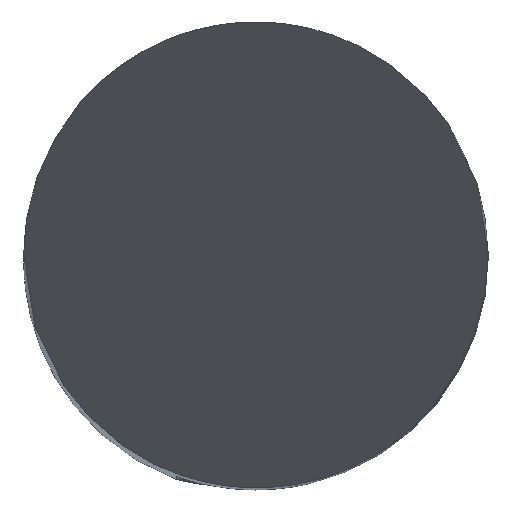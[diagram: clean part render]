
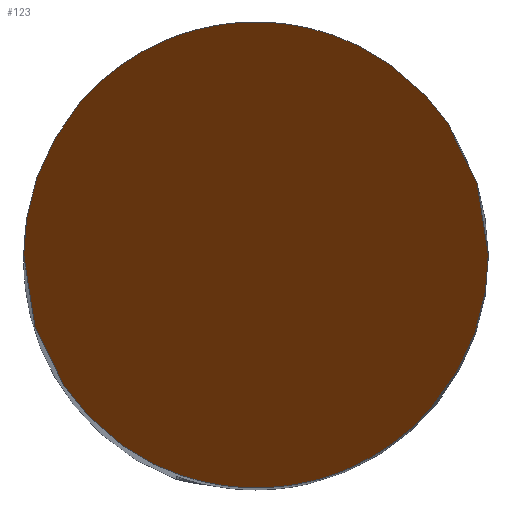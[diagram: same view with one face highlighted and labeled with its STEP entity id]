
A CAD part, top view. The second image highlights one B-rep face of the part: STEP entity #123.
In plain terms, the highlighted planar face has unit normal (0, -0.866, 0.5).
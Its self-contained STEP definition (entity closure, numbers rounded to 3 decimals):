
#123=ADVANCED_FACE('',(#160),#147,.F.);
#147=PLANE('',#474);
#160=FACE_OUTER_BOUND('',#184,.T.);
#184=EDGE_LOOP('',(#208,#209));
#208=ORIENTED_EDGE('',*,*,#362,.T.);
#209=ORIENTED_EDGE('',*,*,#363,.T.);
#324=VERTEX_POINT('',#620);
#325=VERTEX_POINT('',#621);
#362=EDGE_CURVE('',#324,#325,#428,.T.);
#363=EDGE_CURVE('',#325,#324,#429,.T.);
#428=(
BOUNDED_CURVE()
B_SPLINE_CURVE(3,(#616,#617,#618,#619),.UNSPECIFIED.,.F.,.F.)
B_SPLINE_CURVE_WITH_KNOTS((4,4),(0.,1.),.UNSPECIFIED.)
CURVE()
GEOMETRIC_REPRESENTATION_ITEM()
RATIONAL_B_SPLINE_CURVE((1.,0.333,0.333,1.))
REPRESENTATION_ITEM('')
);
#429=(
BOUNDED_CURVE()
B_SPLINE_CURVE(3,(#622,#623,#624,#625),.UNSPECIFIED.,.F.,.F.)
B_SPLINE_CURVE_WITH_KNOTS((4,4),(0.,1.),.UNSPECIFIED.)
CURVE()
GEOMETRIC_REPRESENTATION_ITEM()
RATIONAL_B_SPLINE_CURVE((1.,0.333,0.333,1.))
REPRESENTATION_ITEM('')
);
#474=AXIS2_PLACEMENT_3D('',#626,#510,#511);
#510=DIRECTION('',(0.,0.866,-0.5));
#511=DIRECTION('',(0.,0.5,0.866));
#616=CARTESIAN_POINT('',(3.,0.,0.));
#617=CARTESIAN_POINT('',(3.,6.,10.392));
#618=CARTESIAN_POINT('',(-3.,6.,10.392));
#619=CARTESIAN_POINT('',(-3.,0.,0.));
#620=CARTESIAN_POINT('',(3.,0.,0.));
#621=CARTESIAN_POINT('',(-3.,0.,0.));
#622=CARTESIAN_POINT('',(-3.,0.,0.));
#623=CARTESIAN_POINT('',(-3.,-6.,-10.392));
#624=CARTESIAN_POINT('',(3.,-6.,-10.392));
#625=CARTESIAN_POINT('',(3.,0.,0.));
#626=CARTESIAN_POINT('',(-3.,3.,5.196));
